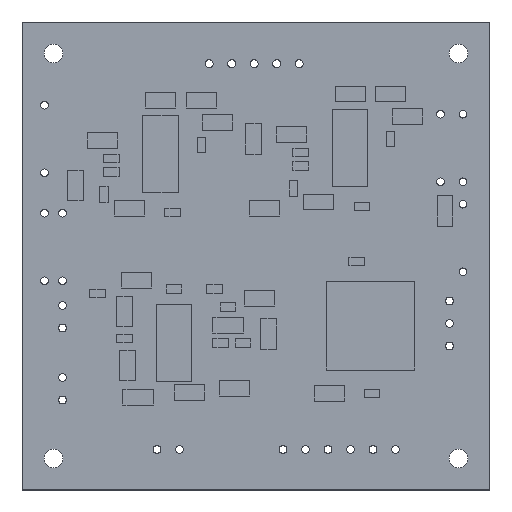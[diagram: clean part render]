
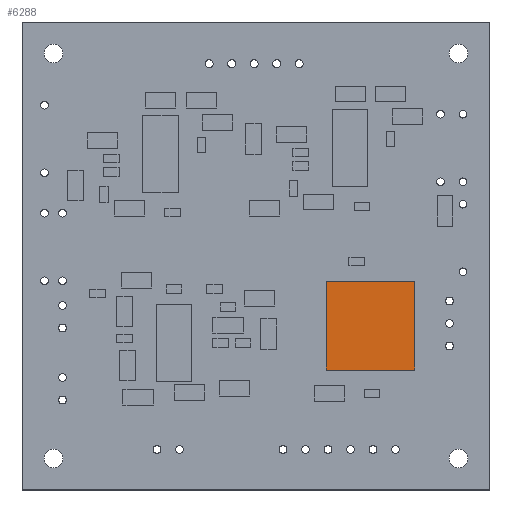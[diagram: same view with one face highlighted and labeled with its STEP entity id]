
A CAD part, top view. The second image highlights one B-rep face of the part: STEP entity #6288.
In plain terms, the highlighted planar face has unit normal (0, 0, 1).
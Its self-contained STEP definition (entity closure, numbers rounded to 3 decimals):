
#5974 = VERTEX_POINT('',#5975);
#5975 = CARTESIAN_POINT('',(-5.,5.,1.15));
#5982 = PLANE('',#5983);
#5983 = AXIS2_PLACEMENT_3D('',#5984,#5985,#5986);
#5984 = CARTESIAN_POINT('',(-5.,5.,0.));
#5985 = DIRECTION('',(0.,1.,0.));
#5986 = DIRECTION('',(1.,0.,0.));
#5994 = PLANE('',#5995);
#5995 = AXIS2_PLACEMENT_3D('',#5996,#5997,#5998);
#5996 = CARTESIAN_POINT('',(-5.,-5.,0.));
#5997 = DIRECTION('',(-1.,0.,0.));
#5998 = DIRECTION('',(0.,1.,0.));
#6006 = EDGE_CURVE('',#5974,#6007,#6009,.T.);
#6007 = VERTEX_POINT('',#6008);
#6008 = CARTESIAN_POINT('',(5.,5.,1.15));
#6009 = SURFACE_CURVE('',#6010,(#6014,#6021),.PCURVE_S1.);
#6010 = LINE('',#6011,#6012);
#6011 = CARTESIAN_POINT('',(-5.,5.,1.15));
#6012 = VECTOR('',#6013,1.);
#6013 = DIRECTION('',(1.,0.,0.));
#6014 = PCURVE('',#5982,#6015);
#6015 = DEFINITIONAL_REPRESENTATION('',(#6016),#6020);
#6016 = LINE('',#6017,#6018);
#6017 = CARTESIAN_POINT('',(0.,-1.15));
#6018 = VECTOR('',#6019,1.);
#6019 = DIRECTION('',(1.,0.));
#6020 = ( GEOMETRIC_REPRESENTATION_CONTEXT(2) 
PARAMETRIC_REPRESENTATION_CONTEXT() REPRESENTATION_CONTEXT('2D SPACE',''
  ) );
#6021 = PCURVE('',#6022,#6027);
#6022 = PLANE('',#6023);
#6023 = AXIS2_PLACEMENT_3D('',#6024,#6025,#6026);
#6024 = CARTESIAN_POINT('',(-5.,5.,1.15));
#6025 = DIRECTION('',(0.,0.,1.));
#6026 = DIRECTION('',(1.,0.,0.));
#6027 = DEFINITIONAL_REPRESENTATION('',(#6028),#6032);
#6028 = LINE('',#6029,#6030);
#6029 = CARTESIAN_POINT('',(0.,0.));
#6030 = VECTOR('',#6031,1.);
#6031 = DIRECTION('',(1.,0.));
#6032 = ( GEOMETRIC_REPRESENTATION_CONTEXT(2) 
PARAMETRIC_REPRESENTATION_CONTEXT() REPRESENTATION_CONTEXT('2D SPACE',''
  ) );
#6050 = PLANE('',#6051);
#6051 = AXIS2_PLACEMENT_3D('',#6052,#6053,#6054);
#6052 = CARTESIAN_POINT('',(5.,5.,0.));
#6053 = DIRECTION('',(1.,0.,0.));
#6054 = DIRECTION('',(0.,-1.,0.));
#6092 = EDGE_CURVE('',#6007,#6093,#6095,.T.);
#6093 = VERTEX_POINT('',#6094);
#6094 = CARTESIAN_POINT('',(5.,-5.,1.15));
#6095 = SURFACE_CURVE('',#6096,(#6100,#6107),.PCURVE_S1.);
#6096 = LINE('',#6097,#6098);
#6097 = CARTESIAN_POINT('',(5.,5.,1.15));
#6098 = VECTOR('',#6099,1.);
#6099 = DIRECTION('',(0.,-1.,0.));
#6100 = PCURVE('',#6050,#6101);
#6101 = DEFINITIONAL_REPRESENTATION('',(#6102),#6106);
#6102 = LINE('',#6103,#6104);
#6103 = CARTESIAN_POINT('',(0.,-1.15));
#6104 = VECTOR('',#6105,1.);
#6105 = DIRECTION('',(1.,0.));
#6106 = ( GEOMETRIC_REPRESENTATION_CONTEXT(2) 
PARAMETRIC_REPRESENTATION_CONTEXT() REPRESENTATION_CONTEXT('2D SPACE',''
  ) );
#6107 = PCURVE('',#6022,#6108);
#6108 = DEFINITIONAL_REPRESENTATION('',(#6109),#6113);
#6109 = LINE('',#6110,#6111);
#6110 = CARTESIAN_POINT('',(10.,0.));
#6111 = VECTOR('',#6112,1.);
#6112 = DIRECTION('',(0.,-1.));
#6113 = ( GEOMETRIC_REPRESENTATION_CONTEXT(2) 
PARAMETRIC_REPRESENTATION_CONTEXT() REPRESENTATION_CONTEXT('2D SPACE',''
  ) );
#6131 = PLANE('',#6132);
#6132 = AXIS2_PLACEMENT_3D('',#6133,#6134,#6135);
#6133 = CARTESIAN_POINT('',(5.,-5.,0.));
#6134 = DIRECTION('',(0.,-1.,0.));
#6135 = DIRECTION('',(-1.,0.,0.));
#6168 = EDGE_CURVE('',#6093,#6169,#6171,.T.);
#6169 = VERTEX_POINT('',#6170);
#6170 = CARTESIAN_POINT('',(-5.,-5.,1.15));
#6171 = SURFACE_CURVE('',#6172,(#6176,#6183),.PCURVE_S1.);
#6172 = LINE('',#6173,#6174);
#6173 = CARTESIAN_POINT('',(5.,-5.,1.15));
#6174 = VECTOR('',#6175,1.);
#6175 = DIRECTION('',(-1.,0.,0.));
#6176 = PCURVE('',#6131,#6177);
#6177 = DEFINITIONAL_REPRESENTATION('',(#6178),#6182);
#6178 = LINE('',#6179,#6180);
#6179 = CARTESIAN_POINT('',(0.,-1.15));
#6180 = VECTOR('',#6181,1.);
#6181 = DIRECTION('',(1.,0.));
#6182 = ( GEOMETRIC_REPRESENTATION_CONTEXT(2) 
PARAMETRIC_REPRESENTATION_CONTEXT() REPRESENTATION_CONTEXT('2D SPACE',''
  ) );
#6183 = PCURVE('',#6022,#6184);
#6184 = DEFINITIONAL_REPRESENTATION('',(#6185),#6189);
#6185 = LINE('',#6186,#6187);
#6186 = CARTESIAN_POINT('',(10.,-10.));
#6187 = VECTOR('',#6188,1.);
#6188 = DIRECTION('',(-1.,0.));
#6189 = ( GEOMETRIC_REPRESENTATION_CONTEXT(2) 
PARAMETRIC_REPRESENTATION_CONTEXT() REPRESENTATION_CONTEXT('2D SPACE',''
  ) );
#6239 = EDGE_CURVE('',#6169,#5974,#6240,.T.);
#6240 = SURFACE_CURVE('',#6241,(#6245,#6252),.PCURVE_S1.);
#6241 = LINE('',#6242,#6243);
#6242 = CARTESIAN_POINT('',(-5.,-5.,1.15));
#6243 = VECTOR('',#6244,1.);
#6244 = DIRECTION('',(0.,1.,0.));
#6245 = PCURVE('',#5994,#6246);
#6246 = DEFINITIONAL_REPRESENTATION('',(#6247),#6251);
#6247 = LINE('',#6248,#6249);
#6248 = CARTESIAN_POINT('',(0.,-1.15));
#6249 = VECTOR('',#6250,1.);
#6250 = DIRECTION('',(1.,0.));
#6251 = ( GEOMETRIC_REPRESENTATION_CONTEXT(2) 
PARAMETRIC_REPRESENTATION_CONTEXT() REPRESENTATION_CONTEXT('2D SPACE',''
  ) );
#6252 = PCURVE('',#6022,#6253);
#6253 = DEFINITIONAL_REPRESENTATION('',(#6254),#6258);
#6254 = LINE('',#6255,#6256);
#6255 = CARTESIAN_POINT('',(0.,-10.));
#6256 = VECTOR('',#6257,1.);
#6257 = DIRECTION('',(0.,1.));
#6258 = ( GEOMETRIC_REPRESENTATION_CONTEXT(2) 
PARAMETRIC_REPRESENTATION_CONTEXT() REPRESENTATION_CONTEXT('2D SPACE',''
  ) );
#6288 = ADVANCED_FACE('',(#6289),#6022,.T.);
#6289 = FACE_BOUND('',#6290,.F.);
#6290 = EDGE_LOOP('',(#6291,#6292,#6293,#6294));
#6291 = ORIENTED_EDGE('',*,*,#6006,.T.);
#6292 = ORIENTED_EDGE('',*,*,#6092,.T.);
#6293 = ORIENTED_EDGE('',*,*,#6168,.T.);
#6294 = ORIENTED_EDGE('',*,*,#6239,.T.);
